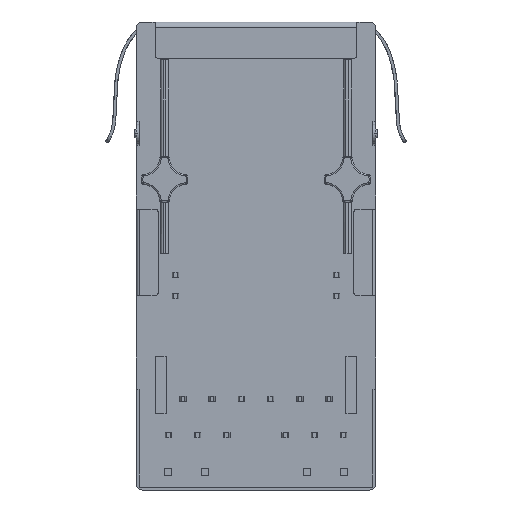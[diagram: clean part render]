
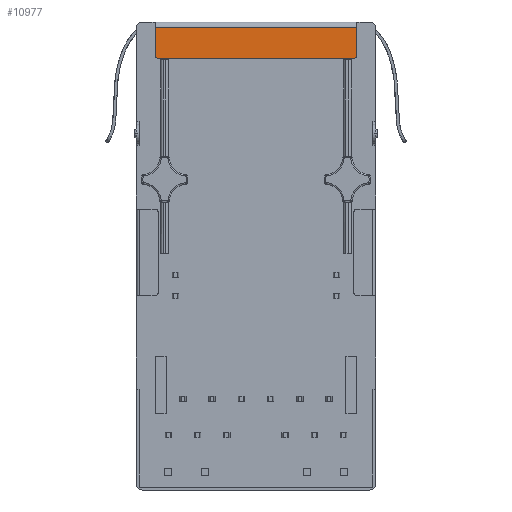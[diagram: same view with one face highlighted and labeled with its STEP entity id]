
A CAD part, front view. The second image highlights one B-rep face of the part: STEP entity #10977.
In plain terms, the highlighted planar face has unit normal (0, -1, 0).
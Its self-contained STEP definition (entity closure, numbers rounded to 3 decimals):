
#973 = ORIENTED_EDGE ( 'NONE', *, *, #8301, .F. ) ;
#1079 = DIRECTION ( 'NONE',  ( -1., 0., 0. ) ) ;
#1366 = CARTESIAN_POINT ( 'NONE',  ( 17.314, 3.76, -2.35 ) ) ;
#1408 = FACE_OUTER_BOUND ( 'NONE', #10284, .T. ) ;
#1767 = LINE ( 'NONE', #8091, #19357 ) ;
#2353 = ORIENTED_EDGE ( 'NONE', *, *, #5887, .T. ) ;
#2366 = DIRECTION ( 'NONE',  ( 0., 0., -1. ) ) ;
#2631 = CARTESIAN_POINT ( 'NONE',  ( 3.464, 3.76, -2.35 ) ) ;
#2770 = CARTESIAN_POINT ( 'NONE',  ( 17.464, 3.76, -2.5 ) ) ;
#3440 = LINE ( 'NONE', #6747, #4607 ) ;
#3806 = VERTEX_POINT ( 'NONE', #9639 ) ;
#4047 = VERTEX_POINT ( 'NONE', #7418 ) ;
#4238 = VERTEX_POINT ( 'NONE', #16327 ) ;
#4453 = ORIENTED_EDGE ( 'NONE', *, *, #10561, .T. ) ;
#4607 = VECTOR ( 'NONE', #17631, 1000. ) ;
#5645 = EDGE_CURVE ( 'NONE', #8854, #9458, #14721, .T. ) ;
#5774 = AXIS2_PLACEMENT_3D ( 'NONE', #1366, #20217, #17116 ) ;
#5787 = LINE ( 'NONE', #2770, #17203 ) ;
#5886 = DIRECTION ( 'NONE',  ( 1., 0., 0. ) ) ;
#5887 = EDGE_CURVE ( 'NONE', #4047, #9107, #1767, .T. ) ;
#6067 = DIRECTION ( 'NONE',  ( 0., 0., -1. ) ) ;
#6282 = VECTOR ( 'NONE', #1079, 1000. ) ;
#6747 = CARTESIAN_POINT ( 'NONE',  ( 17.464, 3.76, 0. ) ) ;
#7418 = CARTESIAN_POINT ( 'NONE',  ( 3.464, 3.76, -0.4 ) ) ;
#7457 = ORIENTED_EDGE ( 'NONE', *, *, #11459, .T. ) ;
#7938 = CARTESIAN_POINT ( 'NONE',  ( 17.464, 3.76, -2.35 ) ) ;
#8091 = CARTESIAN_POINT ( 'NONE',  ( 3.464, 3.76, -2.5 ) ) ;
#8301 = EDGE_CURVE ( 'NONE', #3806, #9107, #15174, .T. ) ;
#8854 = VERTEX_POINT ( 'NONE', #7938 ) ;
#8888 = DIRECTION ( 'NONE',  ( 0., -1., 0. ) ) ;
#9107 = VERTEX_POINT ( 'NONE', #2631 ) ;
#9458 = VERTEX_POINT ( 'NONE', #10571 ) ;
#9639 = CARTESIAN_POINT ( 'NONE',  ( 3.614, 3.76, -2.5 ) ) ;
#10258 = AXIS2_PLACEMENT_3D ( 'NONE', #15313, #8888, #6067 ) ;
#10284 = EDGE_LOOP ( 'NONE', ( #4453, #7457, #2353, #973, #13467, #13810 ) ) ;
#10520 = LINE ( 'NONE', #17138, #6282 ) ;
#10561 = EDGE_CURVE ( 'NONE', #8854, #4238, #3440, .T. ) ;
#10571 = CARTESIAN_POINT ( 'NONE',  ( 17.314, 3.76, -2.5 ) ) ;
#10977 = ADVANCED_FACE ( 'NONE', ( #1408 ), #20057, .T. ) ;
#11459 = EDGE_CURVE ( 'NONE', #4238, #4047, #10520, .T. ) ;
#12519 = EDGE_CURVE ( 'NONE', #3806, #9458, #5787, .T. ) ;
#13075 = CARTESIAN_POINT ( 'NONE',  ( 3.614, 3.76, -2.35 ) ) ;
#13467 = ORIENTED_EDGE ( 'NONE', *, *, #12519, .T. ) ;
#13810 = ORIENTED_EDGE ( 'NONE', *, *, #5645, .F. ) ;
#14432 = DIRECTION ( 'NONE',  ( 0., 0., -1. ) ) ;
#14721 = CIRCLE ( 'NONE', #5774, 0.15 ) ;
#14932 = DIRECTION ( 'NONE',  ( 0., 1., 0. ) ) ;
#15174 = CIRCLE ( 'NONE', #19784, 0.15 ) ;
#15313 = CARTESIAN_POINT ( 'NONE',  ( 2.164, 3.76, -32.5 ) ) ;
#16327 = CARTESIAN_POINT ( 'NONE',  ( 17.464, 3.76, -0.4 ) ) ;
#17116 = DIRECTION ( 'NONE',  ( 0., 0., -1. ) ) ;
#17138 = CARTESIAN_POINT ( 'NONE',  ( 2.164, 3.76, -0.4 ) ) ;
#17203 = VECTOR ( 'NONE', #5886, 1000. ) ;
#17631 = DIRECTION ( 'NONE',  ( 0., 0., 1. ) ) ;
#19357 = VECTOR ( 'NONE', #14432, 1000. ) ;
#19784 = AXIS2_PLACEMENT_3D ( 'NONE', #13075, #14932, #2366 ) ;
#20057 = PLANE ( 'NONE',  #10258 ) ;
#20217 = DIRECTION ( 'NONE',  ( 0., 1., 0. ) ) ;
